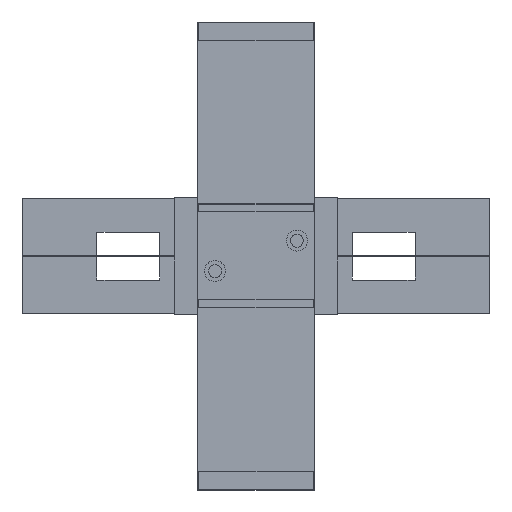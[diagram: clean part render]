
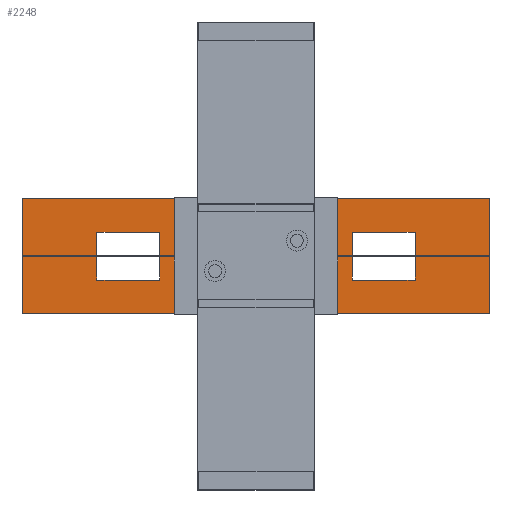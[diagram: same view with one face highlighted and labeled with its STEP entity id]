
A CAD part, top view. The second image highlights one B-rep face of the part: STEP entity #2248.
In plain terms, the highlighted planar face has unit normal (0, 0, 1).
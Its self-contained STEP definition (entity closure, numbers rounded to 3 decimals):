
#2248 = ADVANCED_FACE( '', ( #5757, #5758, #5759 ), #5760, .T. );
#5757 = FACE_BOUND( '', #9599, .T. );
#5758 = FACE_OUTER_BOUND( '', #9600, .T. );
#5759 = FACE_BOUND( '', #9601, .T. );
#5760 = PLANE( '', #9602 );
#9599 = EDGE_LOOP( '', ( #24875, #24876, #24877, #24878 ) );
#9600 = EDGE_LOOP( '', ( #24879, #24880, #24881, #24882 ) );
#9601 = EDGE_LOOP( '', ( #24883, #24884, #24885, #24886 ) );
#9602 = AXIS2_PLACEMENT_3D( '', #24887, #24888, #24889 );
#24875 = ORIENTED_EDGE( '', *, *, #29378, .F. );
#24876 = ORIENTED_EDGE( '', *, *, #29380, .F. );
#24877 = ORIENTED_EDGE( '', *, *, #29381, .F. );
#24878 = ORIENTED_EDGE( '', *, *, #29374, .F. );
#24879 = ORIENTED_EDGE( '', *, *, #29371, .T. );
#24880 = ORIENTED_EDGE( '', *, *, #29382, .T. );
#24881 = ORIENTED_EDGE( '', *, *, #29383, .T. );
#24882 = ORIENTED_EDGE( '', *, *, #29384, .T. );
#24883 = ORIENTED_EDGE( '', *, *, #29385, .F. );
#24884 = ORIENTED_EDGE( '', *, *, #29386, .F. );
#24885 = ORIENTED_EDGE( '', *, *, #29387, .F. );
#24886 = ORIENTED_EDGE( '', *, *, #29388, .F. );
#24887 = CARTESIAN_POINT( '', ( -199.5, -49.5, 4. ) );
#24888 = DIRECTION( '', ( 0., 0., 1. ) );
#24889 = DIRECTION( '', ( 1., 0., 0. ) );
#29371 = EDGE_CURVE( '', #36735, #36733, #36736, .T. );
#29374 = EDGE_CURVE( '', #36739, #36741, #36742, .T. );
#29378 = EDGE_CURVE( '', #36747, #36739, #36749, .T. );
#29380 = EDGE_CURVE( '', #36751, #36747, #36752, .T. );
#29381 = EDGE_CURVE( '', #36741, #36751, #36753, .T. );
#29382 = EDGE_CURVE( '', #36733, #36754, #36755, .T. );
#29383 = EDGE_CURVE( '', #36754, #36756, #36757, .T. );
#29384 = EDGE_CURVE( '', #36756, #36735, #36758, .T. );
#29385 = EDGE_CURVE( '', #36759, #36760, #36761, .T. );
#29386 = EDGE_CURVE( '', #36762, #36759, #36763, .T. );
#29387 = EDGE_CURVE( '', #36764, #36762, #36765, .T. );
#29388 = EDGE_CURVE( '', #36760, #36764, #36766, .T. );
#36733 = VERTEX_POINT( '', #50884 );
#36735 = VERTEX_POINT( '', #50887 );
#36736 = LINE( '', #50888, #50889 );
#36739 = VERTEX_POINT( '', #50893 );
#36741 = VERTEX_POINT( '', #50896 );
#36742 = LINE( '', #50897, #50898 );
#36747 = VERTEX_POINT( '', #50905 );
#36749 = LINE( '', #50908, #50909 );
#36751 = VERTEX_POINT( '', #50912 );
#36752 = LINE( '', #50913, #50914 );
#36753 = LINE( '', #50915, #50916 );
#36754 = VERTEX_POINT( '', #50917 );
#36755 = LINE( '', #50918, #50919 );
#36756 = VERTEX_POINT( '', #50920 );
#36757 = LINE( '', #50921, #50922 );
#36758 = LINE( '', #50923, #50924 );
#36759 = VERTEX_POINT( '', #50925 );
#36760 = VERTEX_POINT( '', #50926 );
#36761 = LINE( '', #50927, #50928 );
#36762 = VERTEX_POINT( '', #50929 );
#36763 = LINE( '', #50930, #50931 );
#36764 = VERTEX_POINT( '', #50932 );
#36765 = LINE( '', #50933, #50934 );
#36766 = LINE( '', #50935, #50936 );
#50884 = CARTESIAN_POINT( '', ( -199.5, -49.5, 4. ) );
#50887 = CARTESIAN_POINT( '', ( -199.5, 49.5, 4. ) );
#50888 = CARTESIAN_POINT( '', ( -199.5, 49.5, 4. ) );
#50889 = VECTOR( '', #55948, 1000. );
#50893 = CARTESIAN_POINT( '', ( -82.5, -20.5, 4. ) );
#50896 = CARTESIAN_POINT( '', ( -82.5, 20.5, 4. ) );
#50897 = CARTESIAN_POINT( '', ( -82.5, -20.5, 4. ) );
#50898 = VECTOR( '', #55951, 1000. );
#50905 = CARTESIAN_POINT( '', ( -136., -20.5, 4. ) );
#50908 = CARTESIAN_POINT( '', ( -136., -20.5, 4. ) );
#50909 = VECTOR( '', #55955, 1000. );
#50912 = CARTESIAN_POINT( '', ( -136., 20.5, 4. ) );
#50913 = CARTESIAN_POINT( '', ( -136., 20.5, 4. ) );
#50914 = VECTOR( '', #55957, 1000. );
#50915 = CARTESIAN_POINT( '', ( -82.5, 20.5, 4. ) );
#50916 = VECTOR( '', #55958, 1000. );
#50917 = CARTESIAN_POINT( '', ( 199.5, -49.5, 4. ) );
#50918 = CARTESIAN_POINT( '', ( -199.5, -49.5, 4. ) );
#50919 = VECTOR( '', #55959, 1000. );
#50920 = CARTESIAN_POINT( '', ( 199.5, 49.5, 4. ) );
#50921 = CARTESIAN_POINT( '', ( 199.5, -49.5, 4. ) );
#50922 = VECTOR( '', #55960, 1000. );
#50923 = CARTESIAN_POINT( '', ( 199.5, 49.5, 4. ) );
#50924 = VECTOR( '', #55961, 1000. );
#50925 = CARTESIAN_POINT( '', ( 82.5, 20.5, 4. ) );
#50926 = CARTESIAN_POINT( '', ( 82.5, -20.5, 4. ) );
#50927 = CARTESIAN_POINT( '', ( 82.5, 20.5, 4. ) );
#50928 = VECTOR( '', #55962, 1000. );
#50929 = CARTESIAN_POINT( '', ( 136., 20.5, 4. ) );
#50930 = CARTESIAN_POINT( '', ( 136., 20.5, 4. ) );
#50931 = VECTOR( '', #55963, 1000. );
#50932 = CARTESIAN_POINT( '', ( 136., -20.5, 4. ) );
#50933 = CARTESIAN_POINT( '', ( 136., -20.5, 4. ) );
#50934 = VECTOR( '', #55964, 1000. );
#50935 = CARTESIAN_POINT( '', ( 82.5, -20.5, 4. ) );
#50936 = VECTOR( '', #55965, 1000. );
#55948 = DIRECTION( '', ( 0., -1., 0. ) );
#55951 = DIRECTION( '', ( 0., 1., 0. ) );
#55955 = DIRECTION( '', ( 1., 0., 0. ) );
#55957 = DIRECTION( '', ( 0., -1., 0. ) );
#55958 = DIRECTION( '', ( -1., 0., 0. ) );
#55959 = DIRECTION( '', ( 1., 0., 0. ) );
#55960 = DIRECTION( '', ( 0., 1., 0. ) );
#55961 = DIRECTION( '', ( -1., 0., 0. ) );
#55962 = DIRECTION( '', ( 0., -1., 0. ) );
#55963 = DIRECTION( '', ( -1., 0., 0. ) );
#55964 = DIRECTION( '', ( 0., 1., 0. ) );
#55965 = DIRECTION( '', ( 1., 0., 0. ) );
